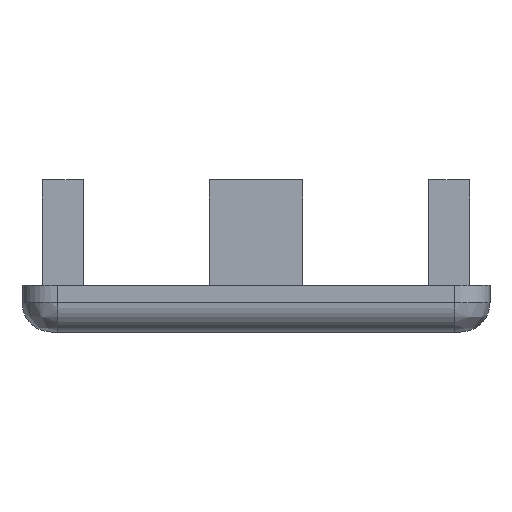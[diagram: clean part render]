
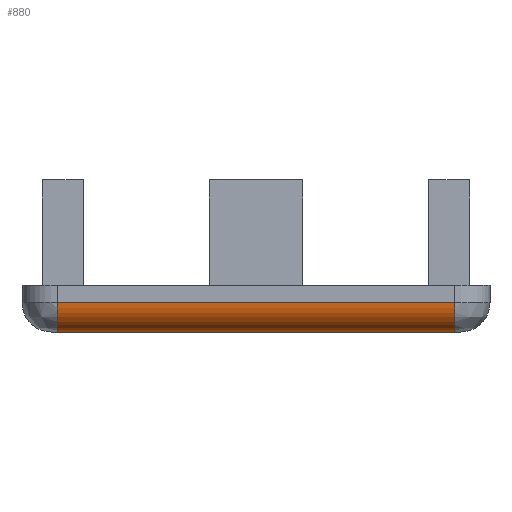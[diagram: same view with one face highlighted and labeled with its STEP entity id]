
A CAD part, left-side view. The second image highlights one B-rep face of the part: STEP entity #880.
In plain terms, the highlighted cylindrical face has radius 2.5 mm (diameter 5 mm), a partial arc.
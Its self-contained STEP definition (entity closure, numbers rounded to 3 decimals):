
#96 = AXIS2_PLACEMENT_3D ( 'NONE', #1466, #4252, #2125 ) ;
#243 = EDGE_CURVE ( 'NONE', #836, #4023, #778, .T. ) ;
#249 = AXIS2_PLACEMENT_3D ( 'NONE', #2386, #3833, #3077 ) ;
#418 = ORIENTED_EDGE ( 'NONE', *, *, #243, .T. ) ;
#456 = VERTEX_POINT ( 'NONE', #4018 ) ;
#522 = CIRCLE ( 'NONE', #249, 2.5 ) ;
#778 = CIRCLE ( 'NONE', #96, 2.5 ) ;
#825 = ORIENTED_EDGE ( 'NONE', *, *, #4493, .F. ) ;
#836 = VERTEX_POINT ( 'NONE', #2296 ) ;
#880 = ADVANCED_FACE ( 'NONE', ( #1703 ), #3530, .T. ) ;
#1219 = DIRECTION ( 'NONE',  ( 0., 1., 0. ) ) ;
#1259 = DIRECTION ( 'NONE',  ( 0., 1., 0. ) ) ;
#1415 = CARTESIAN_POINT ( 'NONE',  ( -17.5, -20., 0. ) ) ;
#1466 = CARTESIAN_POINT ( 'NONE',  ( -17.5, -17., 2.5 ) ) ;
#1557 = VECTOR ( 'NONE', #2094, 1000. ) ;
#1703 = FACE_OUTER_BOUND ( 'NONE', #4033, .T. ) ;
#1882 = LINE ( 'NONE', #1415, #1557 ) ;
#2094 = DIRECTION ( 'NONE',  ( 0., 1., 0. ) ) ;
#2100 = AXIS2_PLACEMENT_3D ( 'NONE', #2675, #1259, #3692 ) ;
#2110 = VERTEX_POINT ( 'NONE', #2910 ) ;
#2125 = DIRECTION ( 'NONE',  ( -1., 0., 0. ) ) ;
#2296 = CARTESIAN_POINT ( 'NONE',  ( -17.5, -17., 0. ) ) ;
#2386 = CARTESIAN_POINT ( 'NONE',  ( -17.5, 17., 2.5 ) ) ;
#2508 = CARTESIAN_POINT ( 'NONE',  ( -20., -17., 2.5 ) ) ;
#2639 = CARTESIAN_POINT ( 'NONE',  ( -20., 20., 2.5 ) ) ;
#2675 = CARTESIAN_POINT ( 'NONE',  ( -17.5, 20., 2.5 ) ) ;
#2838 = VECTOR ( 'NONE', #1219, 1000. ) ;
#2910 = CARTESIAN_POINT ( 'NONE',  ( -20., 17., 2.5 ) ) ;
#2984 = ORIENTED_EDGE ( 'NONE', *, *, #3153, .T. ) ;
#3077 = DIRECTION ( 'NONE',  ( -1., 0., 0. ) ) ;
#3153 = EDGE_CURVE ( 'NONE', #2110, #456, #522, .T. ) ;
#3530 = CYLINDRICAL_SURFACE ( 'NONE', #2100, 2.5 ) ;
#3692 = DIRECTION ( 'NONE',  ( -1., 0., 0. ) ) ;
#3833 = DIRECTION ( 'NONE',  ( 0., -1., 0. ) ) ;
#3960 = ORIENTED_EDGE ( 'NONE', *, *, #4291, .T. ) ;
#4018 = CARTESIAN_POINT ( 'NONE',  ( -17.5, 17., 0. ) ) ;
#4023 = VERTEX_POINT ( 'NONE', #2508 ) ;
#4033 = EDGE_LOOP ( 'NONE', ( #418, #3960, #2984, #825 ) ) ;
#4252 = DIRECTION ( 'NONE',  ( 0., 1., 0. ) ) ;
#4291 = EDGE_CURVE ( 'NONE', #4023, #2110, #4409, .T. ) ;
#4409 = LINE ( 'NONE', #2639, #2838 ) ;
#4493 = EDGE_CURVE ( 'NONE', #836, #456, #1882, .T. ) ;
